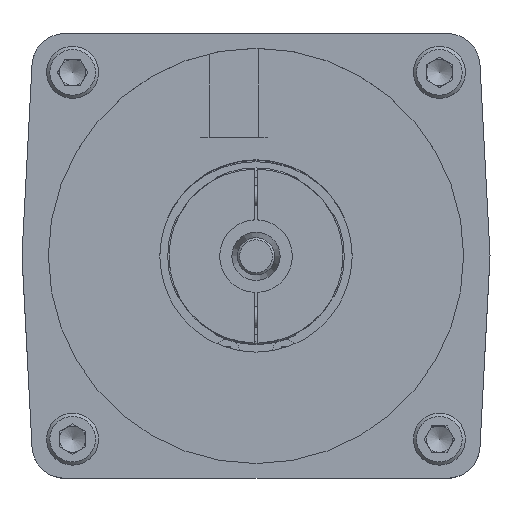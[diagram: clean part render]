
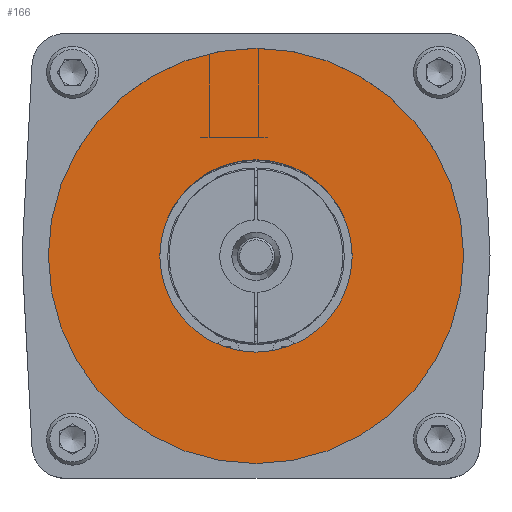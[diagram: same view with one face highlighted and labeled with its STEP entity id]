
A CAD part, top view. The second image highlights one B-rep face of the part: STEP entity #166.
In plain terms, the highlighted planar face has unit normal (0, 0, 1).
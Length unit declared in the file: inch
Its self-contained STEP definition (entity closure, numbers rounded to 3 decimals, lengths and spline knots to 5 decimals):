
#166 = ADVANCED_FACE ( 'NONE', ( #20447, #1147 ), #10788, .T. ) ;
#530 = DIRECTION ( 'NONE',  ( 0., 0., -1. ) ) ;
#1147 = FACE_OUTER_BOUND ( 'NONE', #7672, .T. ) ;
#1386 = DIRECTION ( 'NONE',  ( 1., 0., 0. ) ) ;
#1867 = CIRCLE ( 'NONE', #11087, 1.5758 ) ;
#3694 = CARTESIAN_POINT ( 'NONE',  ( 0., 0., 3.543 ) ) ;
#5074 = VERTEX_POINT ( 'NONE', #8940 ) ;
#5437 = AXIS2_PLACEMENT_3D ( 'NONE', #6408, #530, #14074 ) ;
#6408 = CARTESIAN_POINT ( 'NONE',  ( 0., 0., 3.543 ) ) ;
#7672 = EDGE_LOOP ( 'NONE', ( #15497 ) ) ;
#8670 = CARTESIAN_POINT ( 'NONE',  ( 0., 0., 3.543 ) ) ;
#8940 = CARTESIAN_POINT ( 'NONE',  ( 0.73, 0., 3.543 ) ) ;
#10788 = PLANE ( 'NONE',  #17086 ) ;
#11087 = AXIS2_PLACEMENT_3D ( 'NONE', #3694, #11458, #17204 ) ;
#11458 = DIRECTION ( 'NONE',  ( 0., 0., 1. ) ) ;
#11771 = ORIENTED_EDGE ( 'NONE', *, *, #12055, .T. ) ;
#12055 = EDGE_CURVE ( 'NONE', #5074, #5074, #22656, .T. ) ;
#13684 = EDGE_LOOP ( 'NONE', ( #11771 ) ) ;
#14074 = DIRECTION ( 'NONE',  ( 1., 0., 0. ) ) ;
#14287 = CARTESIAN_POINT ( 'NONE',  ( 1.5758, 0., 3.543 ) ) ;
#15497 = ORIENTED_EDGE ( 'NONE', *, *, #17621, .T. ) ;
#17086 = AXIS2_PLACEMENT_3D ( 'NONE', #8670, #18555, #1386 ) ;
#17204 = DIRECTION ( 'NONE',  ( 1., 0., 0. ) ) ;
#17621 = EDGE_CURVE ( 'NONE', #20037, #20037, #1867, .T. ) ;
#18555 = DIRECTION ( 'NONE',  ( 0., 0., 1. ) ) ;
#20037 = VERTEX_POINT ( 'NONE', #14287 ) ;
#20447 = FACE_BOUND ( 'NONE', #13684, .T. ) ;
#22656 = CIRCLE ( 'NONE', #5437, 0.73 ) ;
